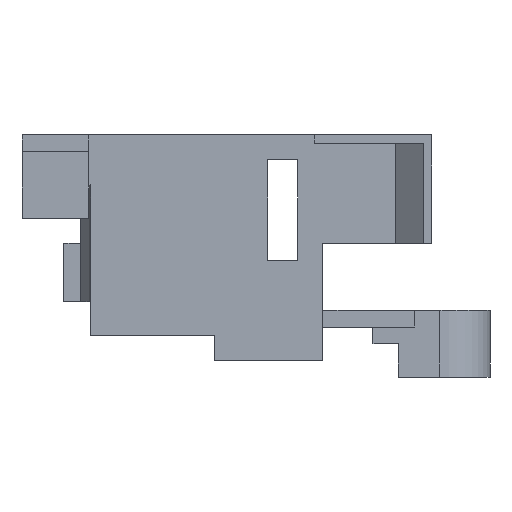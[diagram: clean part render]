
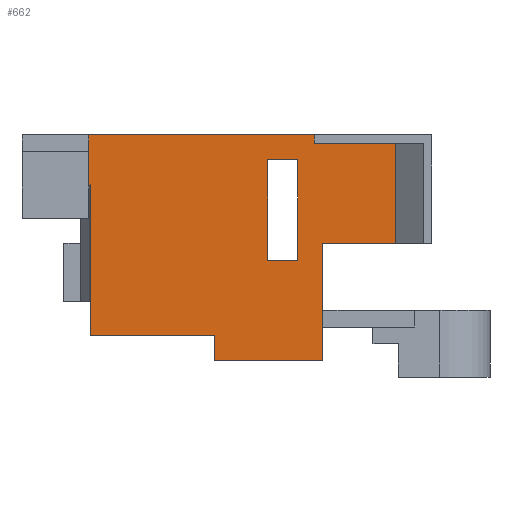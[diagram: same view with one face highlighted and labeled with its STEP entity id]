
A CAD part, front view. The second image highlights one B-rep face of the part: STEP entity #662.
In plain terms, the highlighted planar face has unit normal (0, -1, 0).
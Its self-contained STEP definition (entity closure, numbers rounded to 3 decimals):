
#104=CARTESIAN_POINT('POINT9',(8.318,-10.,14.))
   ;
#105=VERTEX_POINT('VERTEX9',#104);
#130=CARTESIAN_POINT('POINT13',(3.5,-10.,14.));
#131=VERTEX_POINT('VERTEX13',#130);
#138=CARTESIAN_POINT('POS18',(8.318,-10.,14.));
#139=DIRECTION('DIR22',(-1.,0.,0.));
#140=VECTOR('VEC14',#139,1.);
#141=LINE('STRAIGHT14',#138,#140);
#142=EDGE_CURVE('EDGE15',#105,#131,#141,.T.);
#214=CARTESIAN_POINT('POINT20',(-2.5,-10.,2.5));
#215=VERTEX_POINT('VERTEX20',#214);
#222=CARTESIAN_POINT('POINT21',(-9.89,-10.,
   2.5));
#223=VERTEX_POINT('VERTEX21',#222);
#224=CARTESIAN_POINT('POS28',(-9.89,-10.,2.5)
   );
#225=DIRECTION('DIR37',(1.,0.,0.));
#226=VECTOR('VEC19',#225,1.);
#227=LINE('STRAIGHT19',#224,#226);
#228=EDGE_CURVE('EDGE23',#223,#215,#227,.T.);
#254=CARTESIAN_POINT('POINT23',(-2.5,-10.,1.));
#255=VERTEX_POINT('VERTEX23',#254);
#262=CARTESIAN_POINT('POS33',(-2.5,-10.,2.5));
#263=DIRECTION('DIR44',(0.,0.,-1.));
#264=VECTOR('VEC22',#263,1.);
#265=LINE('STRAIGHT22',#262,#264);
#266=EDGE_CURVE('EDGE27',#215,#255,#265,.T.);
#276=CARTESIAN_POINT('POINT24',(8.318,-10.,8.)
   );
#277=VERTEX_POINT('VERTEX24',#276);
#278=CARTESIAN_POINT('POS35',(8.318,-10.,8.));
#279=DIRECTION('DIR47',(0.,0.,1.));
#280=VECTOR('VEC23',#279,1.);
#281=LINE('STRAIGHT23',#278,#280);
#282=EDGE_CURVE('EDGE28',#277,#105,#281,.T.);
#340=CARTESIAN_POINT('POINT28',(4.,-10.,1.));
#341=VERTEX_POINT('VERTEX28',#340);
#348=CARTESIAN_POINT('POS44',(-2.5,-10.,1.));
#349=DIRECTION('DIR58',(1.,0.,0.));
#350=VECTOR('VEC30',#349,1.);
#351=LINE('STRAIGHT30',#348,#350);
#352=EDGE_CURVE('EDGE35',#255,#341,#351,.T.);
#436=CARTESIAN_POINT('POINT37',(-9.89,-10.,
   11.5));
#437=VERTEX_POINT('VERTEX37',#436);
#438=CARTESIAN_POINT('POS55',(-9.89,-10.,11.5
   ));
#439=DIRECTION('DIR72',(0.,0.,-1.));
#440=VECTOR('VEC38',#439,1.);
#441=LINE('STRAIGHT38',#438,#440);
#442=EDGE_CURVE('EDGE44',#437,#223,#441,.T.);
#571=ORIENTED_EDGE('COEDGE71',*,*,#228,.T.);
#572=ORIENTED_EDGE('COEDGE72',*,*,#266,.T.);
#573=ORIENTED_EDGE('COEDGE73',*,*,#352,.T.);
#574=CARTESIAN_POINT('POINT44',(4.,-10.,8.));
#575=VERTEX_POINT('VERTEX44',#574);
#576=CARTESIAN_POINT('POS72',(4.,-10.,1.));
#577=DIRECTION('DIR97',(0.,0.,1.));
#578=VECTOR('VEC47',#577,1.);
#579=LINE('STRAIGHT47',#576,#578);
#580=EDGE_CURVE('EDGE56',#341,#575,#579,.T.);
#581=ORIENTED_EDGE('COEDGE74',*,*,#580,.T.);
#582=CARTESIAN_POINT('POS73',(8.318,-10.,8.));
#583=DIRECTION('DIR98',(-1.,0.,0.));
#584=VECTOR('VEC48',#583,1.);
#585=LINE('STRAIGHT48',#582,#584);
#586=EDGE_CURVE('EDGE57',#277,#575,#585,.T.);
#587=ORIENTED_EDGE('COEDGE75',*,*,#586,.F.);
#588=ORIENTED_EDGE('COEDGE76',*,*,#282,.T.);
#589=ORIENTED_EDGE('COEDGE77',*,*,#142,.T.);
#590=CARTESIAN_POINT('POINT45',(3.5,-10.,14.5));
#591=VERTEX_POINT('VERTEX45',#590);
#592=CARTESIAN_POINT('POS74',(3.5,-10.,14.5));
#593=DIRECTION('DIR99',(0.,0.,-1.));
#594=VECTOR('VEC49',#593,1.);
#595=LINE('STRAIGHT49',#592,#594);
#596=EDGE_CURVE('EDGE58',#591,#131,#595,.T.);
#597=ORIENTED_EDGE('COEDGE78',*,*,#596,.F.);
#598=CARTESIAN_POINT('POINT46',(-10.,-10.,14.5));
#599=VERTEX_POINT('VERTEX46',#598);
#600=CARTESIAN_POINT('POS75',(-10.,-10.,14.5));
#601=DIRECTION('DIR100',(1.,0.,0.));
#602=VECTOR('VEC50',#601,1.);
#603=LINE('STRAIGHT50',#600,#602);
#604=EDGE_CURVE('EDGE59',#599,#591,#603,.T.);
#605=ORIENTED_EDGE('COEDGE79',*,*,#604,.F.);
#606=CARTESIAN_POINT('POINT47',(-10.,-10.,11.5));
#607=VERTEX_POINT('VERTEX47',#606);
#608=CARTESIAN_POINT('POS76',(-10.,-10.,14.5));
#609=DIRECTION('DIR101',(0.,0.,-1.));
#610=VECTOR('VEC51',#609,1.);
#611=LINE('STRAIGHT51',#608,#610);
#612=EDGE_CURVE('EDGE60',#599,#607,#611,.T.);
#613=ORIENTED_EDGE('COEDGE80',*,*,#612,.T.);
#614=CARTESIAN_POINT('POS77',(-10.,-10.,11.5));
#615=DIRECTION('DIR102',(1.,0.,0.));
#616=VECTOR('VEC52',#615,1.);
#617=LINE('STRAIGHT52',#614,#616);
#618=EDGE_CURVE('EDGE61',#607,#437,#617,.T.);
#619=ORIENTED_EDGE('COEDGE81',*,*,#618,.T.);
#620=ORIENTED_EDGE('COEDGE82',*,*,#442,.T.);
#621=EDGE_LOOP('NONE',(#571,#572,#573,#581,#587,#588,#589,#597,#605,#613
   ,#619,#620));
#622=FACE_BOUND('LOOP1',#621,.T.);
#623=CARTESIAN_POINT('POINT48',(2.5,-10.,7.));
#624=VERTEX_POINT('VERTEX48',#623);
#625=CARTESIAN_POINT('POINT49',(0.7,-10.,7.
   ));
#626=VERTEX_POINT('VERTEX49',#625);
#627=CARTESIAN_POINT('POS78',(2.5,-10.,7.));
#628=DIRECTION('DIR103',(-1.,0.,0.));
#629=VECTOR('VEC53',#628,1.);
#630=LINE('STRAIGHT53',#627,#629);
#631=EDGE_CURVE('EDGE62',#624,#626,#630,.T.);
#632=ORIENTED_EDGE('COEDGE83',*,*,#631,.T.);
#633=CARTESIAN_POINT('POINT50',(0.7,-10.,13.
   ));
#634=VERTEX_POINT('VERTEX50',#633);
#635=CARTESIAN_POINT('POS79',(0.7,-10.,7.));
#636=DIRECTION('DIR104',(0.,0.,1.));
#637=VECTOR('VEC54',#636,1.);
#638=LINE('STRAIGHT54',#635,#637);
#639=EDGE_CURVE('EDGE63',#626,#634,#638,.T.);
#640=ORIENTED_EDGE('COEDGE84',*,*,#639,.T.);
#641=CARTESIAN_POINT('POINT51',(2.5,-10.,13.));
#642=VERTEX_POINT('VERTEX51',#641);
#643=CARTESIAN_POINT('POS80',(0.7,-10.,13.))
   ;
#644=DIRECTION('DIR105',(1.,0.,0.));
#645=VECTOR('VEC55',#644,1.);
#646=LINE('STRAIGHT55',#643,#645);
#647=EDGE_CURVE('EDGE64',#634,#642,#646,.T.);
#648=ORIENTED_EDGE('COEDGE85',*,*,#647,.T.);
#649=CARTESIAN_POINT('POS81',(2.5,-10.,13.));
#650=DIRECTION('DIR106',(0.,0.,-1.));
#651=VECTOR('VEC56',#650,1.);
#652=LINE('STRAIGHT56',#649,#651);
#653=EDGE_CURVE('EDGE65',#642,#624,#652,.T.);
#654=ORIENTED_EDGE('COEDGE86',*,*,#653,.T.);
#655=EDGE_LOOP('NONE',(#632,#640,#648,#654));
#656=FACE_BOUND('LOOP1',#655,.T.);
#657=CARTESIAN_POINT('POS82',(-10.5,-10.,0.));
#658=DIRECTION('DIR107',(0.,-1.,0.));
#659=DIRECTION('DIR108',(1.,0.,0.));
#660=AXIS2_PLACEMENT_3D('AXIS26',#657,#658,#659);
#661=PLANE('PLANE13',#660);
#662=ADVANCED_FACE('FACE17',(#622,#656),#661,.T.);
